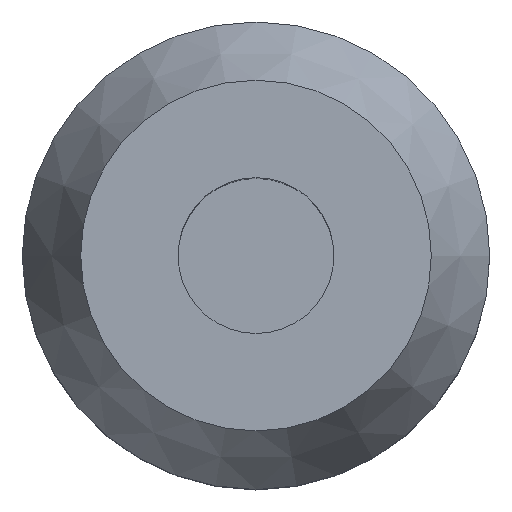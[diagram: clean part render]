
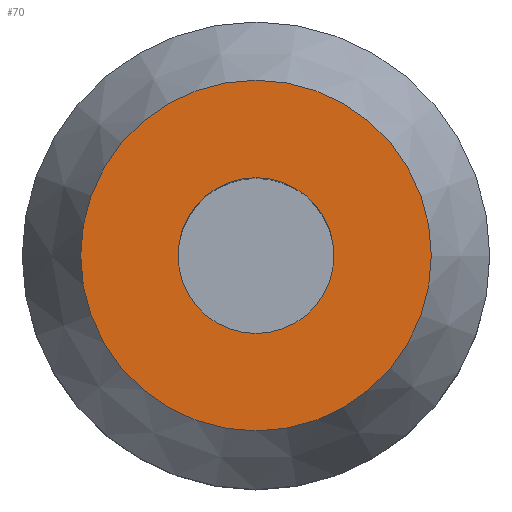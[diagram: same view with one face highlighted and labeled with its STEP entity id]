
A CAD part, top view. The second image highlights one B-rep face of the part: STEP entity #70.
In plain terms, the highlighted planar face has unit normal (0, 0, 1).
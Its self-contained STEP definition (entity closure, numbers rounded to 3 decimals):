
#35=PLANE('',#316);
#53=FACE_BOUND('',#116,.T.);
#54=FACE_BOUND('',#117,.T.);
#58=CIRCLE('',#305,8.);
#59=CIRCLE('',#307,18.);
#70=ADVANCED_FACE('',(#53,#54),#35,.T.);
#116=EDGE_LOOP('',(#172));
#117=EDGE_LOOP('',(#173));
#172=ORIENTED_EDGE('',*,*,#253,.T.);
#173=ORIENTED_EDGE('',*,*,#254,.T.);
#227=VERTEX_POINT('',#391);
#228=VERTEX_POINT('',#394);
#253=EDGE_CURVE('',#227,#227,#58,.T.);
#254=EDGE_CURVE('',#228,#228,#59,.T.);
#305=AXIS2_PLACEMENT_3D('',#390,#325,#326);
#307=AXIS2_PLACEMENT_3D('',#393,#329,#330);
#316=AXIS2_PLACEMENT_3D('',#523,#347,#348);
#325=DIRECTION('',(0.,0.,-1.));
#326=DIRECTION('',(-1.,0.,0.));
#329=DIRECTION('',(0.,0.,1.));
#330=DIRECTION('',(-1.,0.,0.));
#347=DIRECTION('',(0.,0.,1.));
#348=DIRECTION('',(-1.,0.,0.));
#390=CARTESIAN_POINT('',(0.,0.,51.));
#391=CARTESIAN_POINT('',(-8.,0.,51.));
#393=CARTESIAN_POINT('',(0.,0.,51.));
#394=CARTESIAN_POINT('',(-18.,0.,51.));
#523=CARTESIAN_POINT('',(0.,24.,51.));
